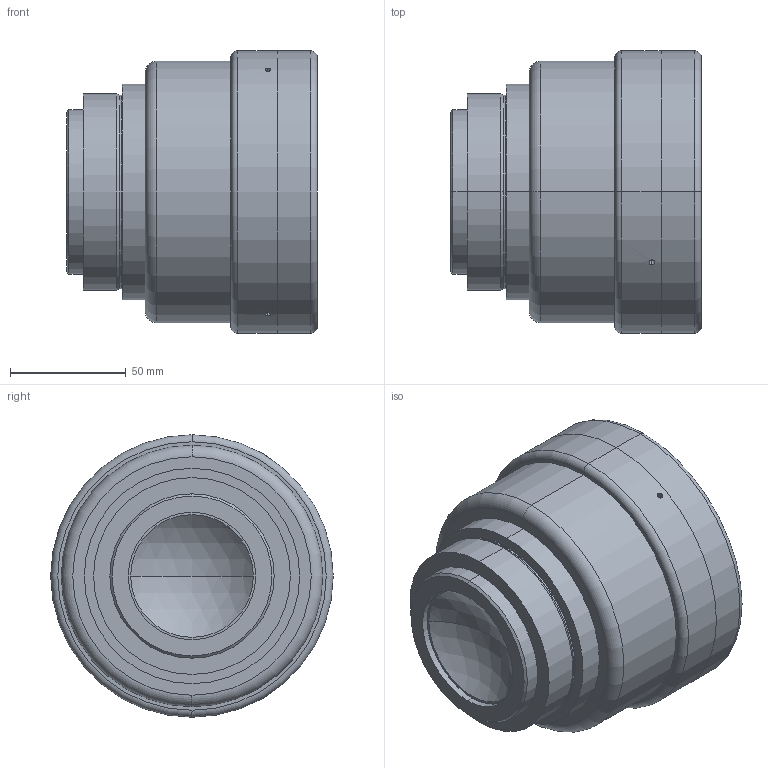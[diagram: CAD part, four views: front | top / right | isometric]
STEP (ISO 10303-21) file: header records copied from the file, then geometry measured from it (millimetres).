
FILE_DESCRIPTION (( 'STEP AP203' ), '1' );
FILE_NAME ('S4LFT1330_292_02.STEP', '2015-11-30T10:57:39', ( 'poweredge' ), ( 'Hewlett-Packard Company' ), 'SwSTEP 2.0', 'SolidWorks 2015', '' );
FILE_SCHEMA (( 'CONFIG_CONTROL_DESIGN' ));
Length unit declared in the file: millimetre
Products named in the file (1): S4LFT1330_292_02
Bounding box: 108.4 x 122 x 122 mm (x, y, z)
Surface area: 64155.6 mm2 (no closed solid volume)
Topology: 0 solids, 4 shells, 50 faces, 110 edges, 71 vertices
Faces by surface type: cylinder 24, plane 10, torus 10, cone 4, sphere 2
Entity records: 1680 total; most frequent: CARTESIAN_POINT 460, DIRECTION 270, ORIENTED_EDGE 202, AXIS2_PLACEMENT_3D 121, EDGE_CURVE 110, VERTEX_POINT 71, CIRCLE 70, EDGE_LOOP 62
